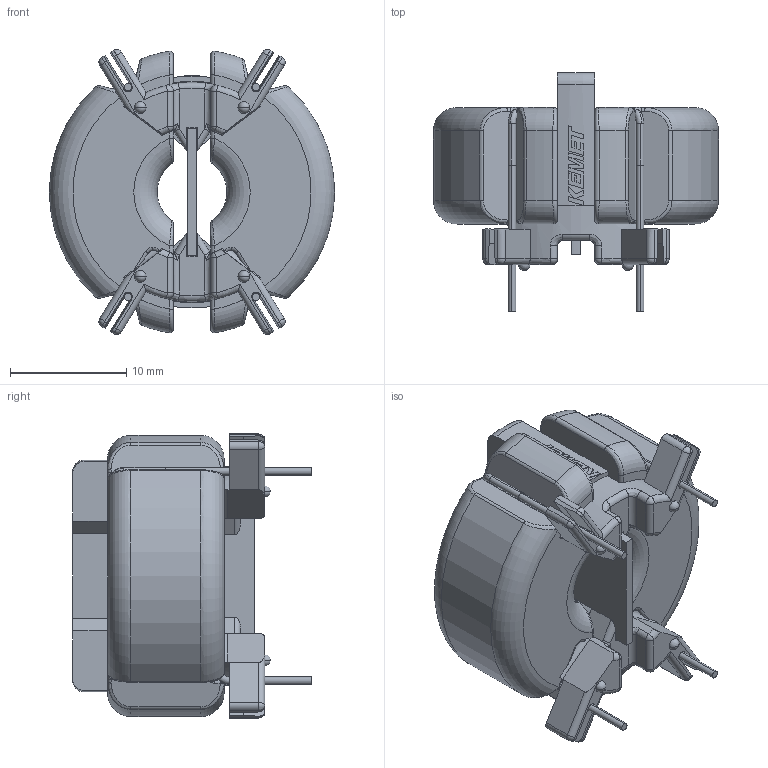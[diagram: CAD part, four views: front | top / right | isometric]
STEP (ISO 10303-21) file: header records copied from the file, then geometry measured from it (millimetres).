
FILE_DESCRIPTION (( 'STEP AP214' ), '1' );
FILE_NAME ('SC-02-E60JKH.STEP', '2019-02-06T06:43:51', ( '' ), ( '' ), 'SwSTEP 2.0', 'SolidWorks 2018', '' );
FILE_SCHEMA (( 'AUTOMOTIVE_DESIGN' ));
Length unit declared in the file: millimetre
Products named in the file (1): SC-02-E60JKH
Bounding box: 24.5 x 20.5 x 24.5 mm (x, y, z)
Volume: 4370.6 mm3; surface area: 3023.7 mm2
Topology: 1 solids, 3 shells, 526 faces, 1372 edges, 836 vertices
Faces by surface type: cylinder 185, plane 181, bspline 64, torus 56, sphere 28, cone 12
Entity records: 24297 total; most frequent: CARTESIAN_POINT 6444, ORIENTED_EDGE 2678, DIRECTION 2397, EDGE_CURVE 1339, AXIS2_PLACEMENT_3D 907, VERTEX_POINT 824, LINE 583, VECTOR 583
